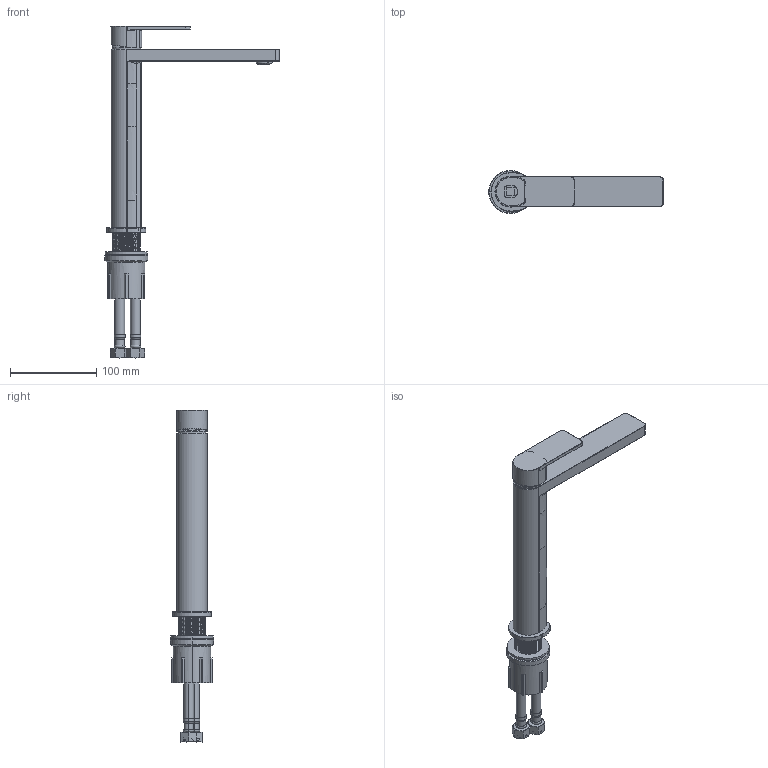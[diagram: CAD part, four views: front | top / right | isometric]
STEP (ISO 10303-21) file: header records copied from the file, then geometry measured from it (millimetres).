
FILE_DESCRIPTION((''),'2;1');
FILE_NAME('BR21002_ASM','2023-03-30T15:53:55',('Administrator'),(''),'CREO PARAMETRIC BY PTC INC, 2019010','CREO PARAMETRIC BY PTC INC, 2019010','');
FILE_SCHEMA(('AUTOMOTIVE_DESIGN { 1 0 10303 214 1 1 1 1 }'));
Products named in the file (24): 303010147-DD_1; 303040015-DD_1_1; 3030500016-JJ_1; 303130006-HJ_1; 303130007-HJ_1; 303030047-SK_1; 3030500017-HJ_ASM_1_ASM; 404030029_1_1; 502040174_1_1; 404060048_1_1; 303100010-SK_2_1; 303020023-DD_1_1; 404200145_1_1; 404200178_1; 502040163_1; 404200182_1_1; 956701; 719201; 719203; 719202; 719204; RUANGUAN-Q; 719200RUANGUAN_ASM; BR21002_ASM
Assembly tree (27 placements, depth 3):
  BR21002_ASM
    303010147-DD_1
    303040015-DD_1_1
    3030500017-HJ_ASM_1_ASM
      3030500016-JJ_1
      303130006-HJ_1
      303130007-HJ_1
      303030047-SK_1  x2
    404030029_1_1
    502040174_1_1  x2
    404060048_1_1
    303100010-SK_2_1
    303020023-DD_1_1
    404200145_1_1  x2
    404200178_1
    502040163_1
    404200182_1_1
    956701
    719200RUANGUAN_ASM
      719201
      719203
      719202
      719204
      RUANGUAN-Q  x2
Bounding box: 202.5 x 50 x 385.3 mm (x, y, z)
Volume: 190493.8 mm3; surface area: 179617.3 mm2
Topology: 25 solids, 27 shells, 2496 faces, 6747 edges, 4470 vertices
Faces by surface type: plane 1686, cylinder 439, cone 143, bspline 139, torus 55, extrusion 30, sphere 4
Entity records: 112675 total; most frequent: CARTESIAN_POINT 48627, ORIENTED_EDGE 12831, DIRECTION 12231, EDGE_CURVE 6432, VERTEX_POINT 4276, VECTOR 4199, LINE 4170, AXIS2_PLACEMENT_3D 3981
